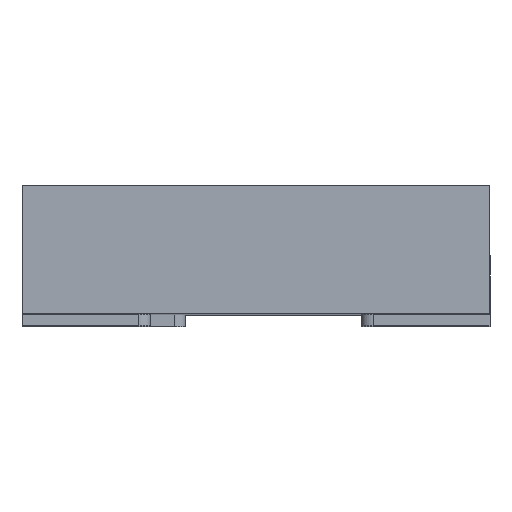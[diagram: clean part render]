
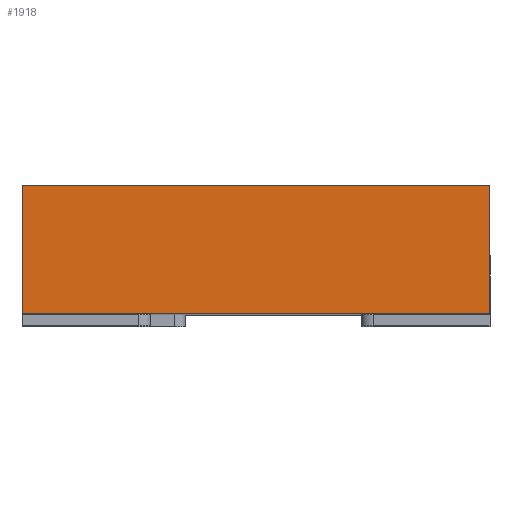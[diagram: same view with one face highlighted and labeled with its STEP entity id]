
A CAD part, top view. The second image highlights one B-rep face of the part: STEP entity #1918.
In plain terms, the highlighted planar face has unit normal (0, 0, 1).
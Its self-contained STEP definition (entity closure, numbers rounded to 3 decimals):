
#279 = EDGE_CURVE ( 'NONE', #4601, #1295, #2495, .T. ) ;
#307 = FACE_OUTER_BOUND ( 'NONE', #3928, .T. ) ;
#570 = EDGE_CURVE ( 'NONE', #2213, #2133, #1069, .T. ) ;
#959 = VECTOR ( 'NONE', #2482, 1000. ) ;
#977 = PLANE ( 'NONE',  #4391 ) ;
#1004 = DIRECTION ( 'NONE',  ( -1., 0., 0. ) ) ;
#1060 = EDGE_CURVE ( 'NONE', #2133, #1295, #1409, .T. ) ;
#1069 = LINE ( 'NONE', #3359, #2656 ) ;
#1264 = LINE ( 'NONE', #3192, #2866 ) ;
#1295 = VERTEX_POINT ( 'NONE', #4274 ) ;
#1409 = LINE ( 'NONE', #4045, #2908 ) ;
#1726 = CARTESIAN_POINT ( 'NONE',  ( 1., 4.806, 1.5 ) ) ;
#1770 = CARTESIAN_POINT ( 'NONE',  ( 1., 0.05, 1.5 ) ) ;
#1807 = DIRECTION ( 'NONE',  ( 0., -1., 0. ) ) ;
#1918 = ADVANCED_FACE ( 'NONE', ( #307 ), #977, .F. ) ;
#2053 = DIRECTION ( 'NONE',  ( 0., 0., -1. ) ) ;
#2133 = VERTEX_POINT ( 'NONE', #3157 ) ;
#2158 = CARTESIAN_POINT ( 'NONE',  ( -1., 0.05, 1.5 ) ) ;
#2213 = VERTEX_POINT ( 'NONE', #2494 ) ;
#2482 = DIRECTION ( 'NONE',  ( 1., 0., 0. ) ) ;
#2494 = CARTESIAN_POINT ( 'NONE',  ( -1., 0.6, 1.5 ) ) ;
#2495 = LINE ( 'NONE', #1770, #959 ) ;
#2656 = VECTOR ( 'NONE', #3716, 1000. ) ;
#2866 = VECTOR ( 'NONE', #1807, 1000. ) ;
#2908 = VECTOR ( 'NONE', #4705, 1000. ) ;
#2973 = ORIENTED_EDGE ( 'NONE', *, *, #3063, .T. ) ;
#3063 = EDGE_CURVE ( 'NONE', #2213, #4601, #1264, .T. ) ;
#3157 = CARTESIAN_POINT ( 'NONE',  ( 1., 0.6, 1.5 ) ) ;
#3192 = CARTESIAN_POINT ( 'NONE',  ( -1., 4.806, 1.5 ) ) ;
#3359 = CARTESIAN_POINT ( 'NONE',  ( 1., 0.6, 1.5 ) ) ;
#3716 = DIRECTION ( 'NONE',  ( 1., 0., 0. ) ) ;
#3878 = ORIENTED_EDGE ( 'NONE', *, *, #279, .T. ) ;
#3928 = EDGE_LOOP ( 'NONE', ( #4488, #2973, #3878, #4000 ) ) ;
#4000 = ORIENTED_EDGE ( 'NONE', *, *, #1060, .F. ) ;
#4045 = CARTESIAN_POINT ( 'NONE',  ( 1., 4.806, 1.5 ) ) ;
#4274 = CARTESIAN_POINT ( 'NONE',  ( 1., 0.05, 1.5 ) ) ;
#4391 = AXIS2_PLACEMENT_3D ( 'NONE', #1726, #2053, #1004 ) ;
#4488 = ORIENTED_EDGE ( 'NONE', *, *, #570, .F. ) ;
#4601 = VERTEX_POINT ( 'NONE', #2158 ) ;
#4705 = DIRECTION ( 'NONE',  ( 0., -1., 0. ) ) ;
